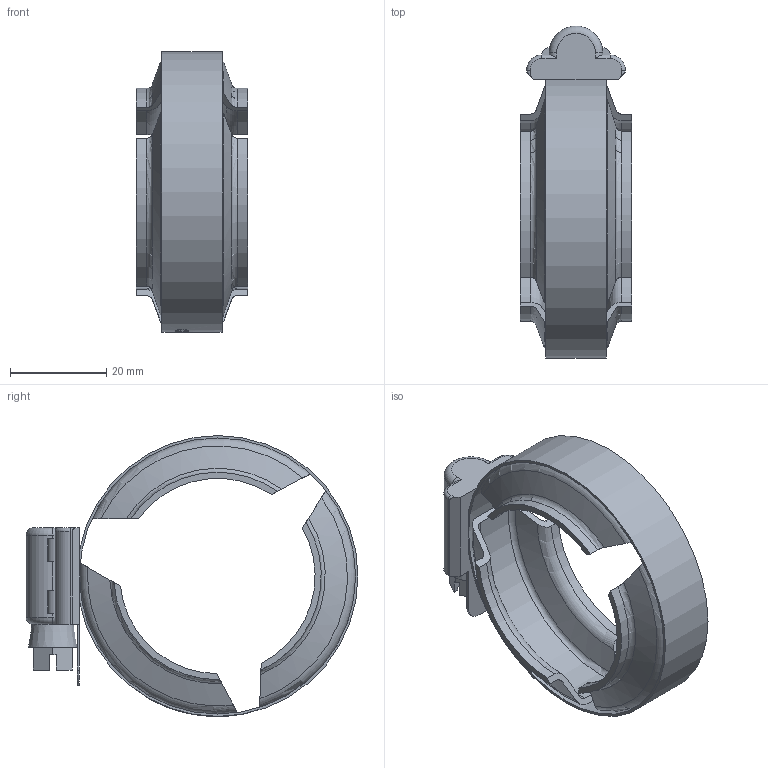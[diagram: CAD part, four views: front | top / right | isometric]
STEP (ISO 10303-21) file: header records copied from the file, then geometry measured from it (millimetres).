
FILE_DESCRIPTION((''),'2;1');
FILE_NAME('FC100.stp','2013-08-05T13:56:06',('mclevenger'),(''),'Autodesk Inventor 2013','Autodesk Inventor 2013','');
FILE_SCHEMA(('AUTOMOTIVE_DESIGN { 1 0 10303 214 1 1 1 1 }'));
Length unit declared in the file: inch
Products named in the file (1): FC100
Bounding box: 23.11 x 69.02 x 58.4 mm (x, y, z)
Volume: 10054 mm3; surface area: 12711.5 mm2
Topology: 1 solids, 1 shells, 380 faces, 1028 edges, 675 vertices
Faces by surface type: bspline 146, plane 135, cylinder 58, torus 28, cone 13
Full cylindrical faces by diameter (mm): 57.404 x1
Entity records: 48478 total; most frequent: CARTESIAN_POINT 40086, ORIENTED_EDGE 2044, DIRECTION 1212, EDGE_CURVE 1022, VERTEX_POINT 672, VECTOR 446, LINE 446, EDGE_LOOP 412
